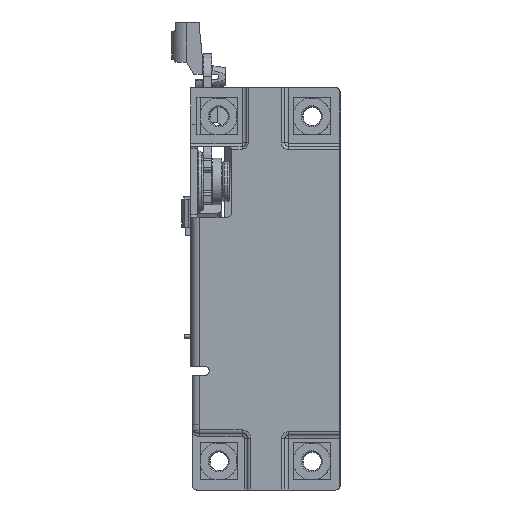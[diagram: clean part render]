
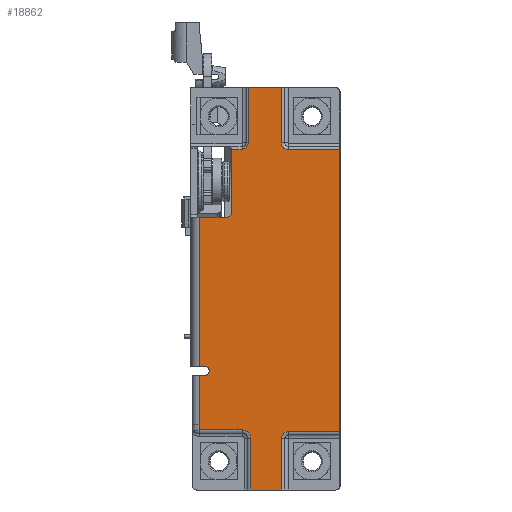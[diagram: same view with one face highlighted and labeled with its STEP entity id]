
A CAD part, front view. The second image highlights one B-rep face of the part: STEP entity #18862.
In plain terms, the highlighted planar face has unit normal (-0.052, -0.999, 0).
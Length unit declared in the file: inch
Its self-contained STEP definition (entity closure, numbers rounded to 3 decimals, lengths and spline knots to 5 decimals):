
#495=ELLIPSE('',#20146,0.06259,0.0625);
#959=PLANE('',#20145);
#1795=FACE_OUTER_BOUND('',#2800,.T.);
#2800=EDGE_LOOP('',(#15546,#15547,#15548,#15549,#15550,#15551,#15552,#15553,
#15554,#15555,#15556,#15557,#15558,#15559,#15560,#15561,#15562,#15563,#15564,
#15565,#15566,#15567,#15568,#15569,#15570));
#4475=LINE('',#30715,#6323);
#4482=LINE('',#30765,#6330);
#4485=LINE('',#30791,#6333);
#4486=LINE('',#30799,#6334);
#4491=LINE('',#30829,#6339);
#4492=LINE('',#30840,#6340);
#4495=LINE('',#30862,#6343);
#4510=LINE('',#30998,#6358);
#4511=LINE('',#31004,#6359);
#4512=LINE('',#31007,#6360);
#4515=LINE('',#31024,#6363);
#4516=LINE('',#31026,#6364);
#4517=LINE('',#31030,#6365);
#4518=LINE('',#31031,#6366);
#4519=LINE('',#31033,#6367);
#4520=LINE('',#31035,#6368);
#4521=LINE('',#31039,#6369);
#4522=LINE('',#31040,#6370);
#6323=VECTOR('',#23904,0.3937);
#6330=VECTOR('',#23927,0.3937);
#6333=VECTOR('',#23938,0.3937);
#6334=VECTOR('',#23949,0.3937);
#6339=VECTOR('',#23972,0.3937);
#6340=VECTOR('',#23985,0.3937);
#6343=VECTOR('',#24000,0.3937);
#6358=VECTOR('',#24051,0.06);
#6359=VECTOR('',#24060,0.06);
#6360=VECTOR('',#24063,0.125);
#6363=VECTOR('',#24070,0.3937);
#6364=VECTOR('',#24071,0.3937);
#6365=VECTOR('',#24074,0.3937);
#6366=VECTOR('',#24075,0.125);
#6367=VECTOR('',#24076,0.3937);
#6368=VECTOR('',#24077,0.3937);
#6369=VECTOR('',#24080,0.3937);
#6370=VECTOR('',#24081,0.3937);
#7086=CIRCLE('',#20081,0.06);
#7087=CIRCLE('',#20084,0.06);
#7094=CIRCLE('',#20097,0.08319);
#7103=CIRCLE('',#20111,0.09125);
#7122=CIRCLE('',#20141,0.11542);
#7124=CIRCLE('',#20147,0.09125);
#8601=VERTEX_POINT('',#30708);
#8602=VERTEX_POINT('',#30709);
#8603=VERTEX_POINT('',#30714);
#8604=VERTEX_POINT('',#30718);
#8610=VERTEX_POINT('',#30763);
#8612=VERTEX_POINT('',#30784);
#8615=VERTEX_POINT('',#30789);
#8617=VERTEX_POINT('',#30794);
#8621=VERTEX_POINT('',#30822);
#8624=VERTEX_POINT('',#30827);
#8626=VERTEX_POINT('',#30832);
#8628=VERTEX_POINT('',#30838);
#8632=VERTEX_POINT('',#30861);
#8651=VERTEX_POINT('',#30988);
#8652=VERTEX_POINT('',#30996);
#8653=VERTEX_POINT('',#31000);
#8654=VERTEX_POINT('',#31006);
#8658=VERTEX_POINT('',#31023);
#8659=VERTEX_POINT('',#31025);
#8660=VERTEX_POINT('',#31027);
#8661=VERTEX_POINT('',#31029);
#8662=VERTEX_POINT('',#31032);
#8663=VERTEX_POINT('',#31034);
#8664=VERTEX_POINT('',#31036);
#8665=VERTEX_POINT('',#31038);
#10988=EDGE_CURVE('',#8601,#8602,#7086,.T.);
#10991=EDGE_CURVE('',#8603,#8602,#4475,.T.);
#10993=EDGE_CURVE('',#8603,#8604,#7087,.T.);
#11005=EDGE_CURVE('',#8601,#8610,#4482,.T.);
#11011=EDGE_CURVE('',#8615,#8612,#4485,.T.);
#11013=EDGE_CURVE('',#8617,#8615,#7094,.T.);
#11015=EDGE_CURVE('',#8604,#8617,#4486,.F.);
#11026=EDGE_CURVE('',#8624,#8621,#4491,.T.);
#11028=EDGE_CURVE('',#8626,#8624,#7103,.T.);
#11031=EDGE_CURVE('',#8628,#8626,#4492,.T.);
#11038=EDGE_CURVE('',#8632,#8621,#4495,.T.);
#11070=EDGE_CURVE('',#8652,#8651,#4510,.T.);
#11072=EDGE_CURVE('',#8653,#8652,#7122,.T.);
#11073=EDGE_CURVE('',#8632,#8653,#4511,.T.);
#11074=EDGE_CURVE('',#8651,#8654,#4512,.T.);
#11079=EDGE_CURVE('',#8658,#8610,#4515,.T.);
#11080=EDGE_CURVE('',#8658,#8659,#4516,.T.);
#11081=EDGE_CURVE('',#8659,#8660,#495,.T.);
#11082=EDGE_CURVE('',#8660,#8661,#4517,.T.);
#11083=EDGE_CURVE('',#8654,#8661,#4518,.T.);
#11084=EDGE_CURVE('',#8628,#8662,#4519,.T.);
#11085=EDGE_CURVE('',#8663,#8662,#4520,.T.);
#11086=EDGE_CURVE('',#8664,#8663,#7124,.T.);
#11087=EDGE_CURVE('',#8665,#8664,#4521,.T.);
#11088=EDGE_CURVE('',#8665,#8612,#4522,.T.);
#15546=ORIENTED_EDGE('',*,*,#11015,.F.);
#15547=ORIENTED_EDGE('',*,*,#10993,.F.);
#15548=ORIENTED_EDGE('',*,*,#10991,.T.);
#15549=ORIENTED_EDGE('',*,*,#10988,.F.);
#15550=ORIENTED_EDGE('',*,*,#11005,.T.);
#15551=ORIENTED_EDGE('',*,*,#11079,.F.);
#15552=ORIENTED_EDGE('',*,*,#11080,.T.);
#15553=ORIENTED_EDGE('',*,*,#11081,.T.);
#15554=ORIENTED_EDGE('',*,*,#11082,.T.);
#15555=ORIENTED_EDGE('',*,*,#11083,.F.);
#15556=ORIENTED_EDGE('',*,*,#11074,.F.);
#15557=ORIENTED_EDGE('',*,*,#11070,.F.);
#15558=ORIENTED_EDGE('',*,*,#11072,.F.);
#15559=ORIENTED_EDGE('',*,*,#11073,.F.);
#15560=ORIENTED_EDGE('',*,*,#11038,.T.);
#15561=ORIENTED_EDGE('',*,*,#11026,.F.);
#15562=ORIENTED_EDGE('',*,*,#11028,.F.);
#15563=ORIENTED_EDGE('',*,*,#11031,.F.);
#15564=ORIENTED_EDGE('',*,*,#11084,.T.);
#15565=ORIENTED_EDGE('',*,*,#11085,.F.);
#15566=ORIENTED_EDGE('',*,*,#11086,.F.);
#15567=ORIENTED_EDGE('',*,*,#11087,.F.);
#15568=ORIENTED_EDGE('',*,*,#11088,.T.);
#15569=ORIENTED_EDGE('',*,*,#11011,.F.);
#15570=ORIENTED_EDGE('',*,*,#11013,.F.);
#18862=ADVANCED_FACE('',(#1795),#959,.T.);
#20081=AXIS2_PLACEMENT_3D('',#30710,#23898,#23899);
#20084=AXIS2_PLACEMENT_3D('',#30719,#23908,#23909);
#20097=AXIS2_PLACEMENT_3D('',#30796,#23943,#23944);
#20111=AXIS2_PLACEMENT_3D('',#30834,#23977,#23978);
#20141=AXIS2_PLACEMENT_3D('',#31002,#24056,#24057);
#20145=AXIS2_PLACEMENT_3D('',#31022,#24068,#24069);
#20146=AXIS2_PLACEMENT_3D('',#31028,#24072,#24073);
#20147=AXIS2_PLACEMENT_3D('',#31037,#24078,#24079);
#23898=DIRECTION('center_axis',(-0.052,-0.999,
0.));
#23899=DIRECTION('ref_axis',(0.706,-0.037,-0.707));
#23904=DIRECTION('',(0.,0.,-1.));
#23908=DIRECTION('center_axis',(-0.052,-0.999,
0.));
#23909=DIRECTION('ref_axis',(0.706,-0.037,0.707));
#23927=DIRECTION('',(-0.999,0.052,0.));
#23938=DIRECTION('',(0.,0.,1.));
#23943=DIRECTION('center_axis',(-0.052,-0.999,
0.));
#23944=DIRECTION('ref_axis',(0.706,-0.037,-0.707));
#23949=DIRECTION('',(-0.999,0.052,0.));
#23972=DIRECTION('',(0.,0.,-1.));
#23977=DIRECTION('center_axis',(-0.052,-0.999,
0.));
#23978=DIRECTION('ref_axis',(-0.706,0.037,0.707));
#23985=DIRECTION('',(-0.999,0.052,0.));
#24000=DIRECTION('',(0.999,-0.052,0.));
#24051=DIRECTION('',(-0.999,0.052,0.));
#24056=DIRECTION('center_axis',(-0.052,-0.999,
0.));
#24057=DIRECTION('ref_axis',(-0.706,0.037,-0.707));
#24060=DIRECTION('',(0.,0.,1.));
#24063=DIRECTION('',(0.,0.,1.));
#24068=DIRECTION('center_axis',(-0.052,-0.999,
0.));
#24069=DIRECTION('ref_axis',(0.,0.,-1.));
#24070=DIRECTION('',(0.,0.,1.));
#24071=DIRECTION('',(0.999,-0.052,0.));
#24072=DIRECTION('center_axis',(0.052,0.999,0.));
#24073=DIRECTION('ref_axis',(-0.999,0.052,0.));
#24074=DIRECTION('',(-0.999,0.052,0.));
#24075=DIRECTION('',(0.,0.,1.));
#24076=DIRECTION('',(0.,0.,1.));
#24077=DIRECTION('',(0.999,-0.052,0.));
#24078=DIRECTION('center_axis',(-0.052,-0.999,
0.));
#24079=DIRECTION('ref_axis',(-0.706,0.037,-0.707));
#24080=DIRECTION('',(0.,0.,-1.));
#24081=DIRECTION('',(-0.999,0.052,0.));
#30708=CARTESIAN_POINT('',(-0.51067,-0.97564,0.9625));
#30709=CARTESIAN_POINT('',(-0.45075,-0.97878,1.0225));
#30710=CARTESIAN_POINT('Origin',(-0.51067,-0.97564,
1.0225));
#30714=CARTESIAN_POINT('',(-0.45075,-0.97878,1.8525));
#30715=CARTESIAN_POINT('',(-0.45075,-0.97878,0.48125));
#30718=CARTESIAN_POINT('',(-0.4546,-0.97858,1.87366));
#30719=CARTESIAN_POINT('Origin',(-0.51067,-0.97564,
1.8525));
#30763=CARTESIAN_POINT('',(-0.88154,-0.95621,0.9625));
#30765=CARTESIAN_POINT('',(-0.12369,-0.99593,0.9625));
#30784=CARTESIAN_POINT('',(-0.22758,-0.99048,2.69685));
#30789=CARTESIAN_POINT('',(-0.22758,-0.99048,1.95685));
#30791=CARTESIAN_POINT('',(-0.22758,-0.99048,0.94843));
#30794=CARTESIAN_POINT('',(-0.31066,-0.98613,1.87366));
#30796=CARTESIAN_POINT('Origin',(-0.31066,-0.98613,1.95685));
#30799=CARTESIAN_POINT('',(-0.00137,-1.00234,1.87366));
#30822=CARTESIAN_POINT('',(0.21737,-1.0138,-2.69685));
#30827=CARTESIAN_POINT('',(0.21737,-1.0138,-2.00685));
#30829=CARTESIAN_POINT('',(0.21737,-1.0138,-0.97343));
#30832=CARTESIAN_POINT('',(0.30849,-1.01858,-1.9156));
#30834=CARTESIAN_POINT('Origin',(0.30849,-1.01858,-2.00685));
#30838=CARTESIAN_POINT('',(0.99726,-1.05467,-1.9156));
#30840=CARTESIAN_POINT('',(0.99726,-1.05467,-1.9156));
#30861=CARTESIAN_POINT('',(-0.1954,-0.99217,-2.69685));
#30862=CARTESIAN_POINT('',(-1.,-0.95,-2.69685));
#30988=CARTESIAN_POINT('',(-0.88495,-0.95603,-1.89143));
#30996=CARTESIAN_POINT('',(-0.31066,-0.98613,-1.89143));
#30998=CARTESIAN_POINT('',(-0.25074,-0.98927,-1.89143));
#31000=CARTESIAN_POINT('',(-0.1954,-0.99217,-2.00685));
#31002=CARTESIAN_POINT('Origin',(-0.31066,-0.98613,-2.00685));
#31004=CARTESIAN_POINT('',(-0.1954,-0.99217,-2.69685));
#31006=CARTESIAN_POINT('',(-0.88495,-0.95603,-1.82185));
#31007=CARTESIAN_POINT('',(-0.88495,-0.95603,-1.13341));
#31022=CARTESIAN_POINT('Origin',(0.99726,-1.05467,0.));
#31023=CARTESIAN_POINT('',(-0.88154,-0.95621,-1.03735));
#31024=CARTESIAN_POINT('',(-0.88154,-0.95621,0.));
#31025=CARTESIAN_POINT('',(-0.815,-0.9597,-1.03735));
#31026=CARTESIAN_POINT('',(-0.00024,-1.0024,-1.03735));
#31027=CARTESIAN_POINT('',(-0.815,-0.9597,-1.16235));
#31028=CARTESIAN_POINT('Origin',(-0.815,-0.9597,
-1.09985));
#31029=CARTESIAN_POINT('',(-0.88495,-0.95603,-1.16235));
#31030=CARTESIAN_POINT('',(0.08853,-1.00705,-1.16235));
#31031=CARTESIAN_POINT('',(-0.88495,-0.95603,-0.91093));
#31032=CARTESIAN_POINT('',(0.99726,-1.05467,1.8656));
#31033=CARTESIAN_POINT('',(0.99726,-1.05467,0.));
#31034=CARTESIAN_POINT('',(0.30849,-1.01858,1.8656));
#31035=CARTESIAN_POINT('',(0.62292,-1.03505,1.8656));
#31036=CARTESIAN_POINT('',(0.21737,-1.0138,1.95685));
#31037=CARTESIAN_POINT('Origin',(0.30849,-1.01858,1.95685));
#31038=CARTESIAN_POINT('',(0.21737,-1.0138,2.69685));
#31039=CARTESIAN_POINT('',(0.21737,-1.0138,1.34843));
#31040=CARTESIAN_POINT('',(-1.,-0.95,2.69685));
